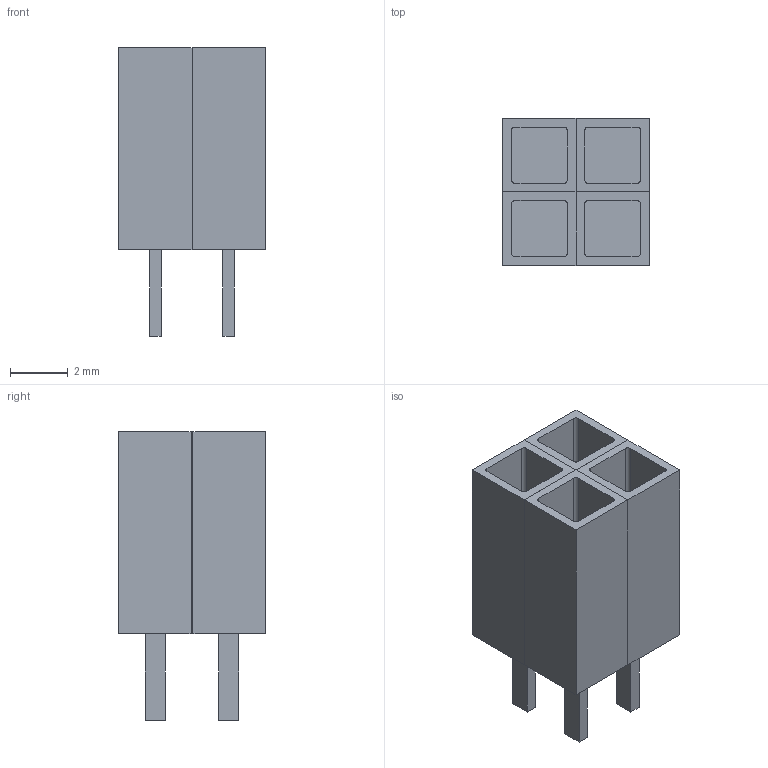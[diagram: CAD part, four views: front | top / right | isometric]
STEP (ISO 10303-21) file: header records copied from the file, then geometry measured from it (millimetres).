
FILE_DESCRIPTION(('Open CASCADE Model'),'2;1');
FILE_NAME('Open CASCADE Shape Model','2023-10-21T12:34:50',('Author'),('Open CASCADE'),'Open CASCADE STEP processor 7.7','Open CASCADE 7.7','Unknown');
FILE_SCHEMA(('AUTOMOTIVE_DESIGN { 1 0 10303 214 1 1 1 1 }'));
Length unit declared in the file: millimetre
Products named in the file (11): Pin Socket 2.54mm 2x02 â0.9mm; insulator-1; insulator-1_part; lead-1; lead-1_part; insulator-2; lead-2; insulator-3; lead-3; insulator-4; lead-4
Assembly tree (16 placements, depth 3):
  Pin Socket 2.54mm 2x02 â0.9mm
    insulator-1
      insulator-1_part
    lead-1
      lead-1_part
    insulator-2
      insulator-1_part
    lead-2
      lead-1_part
    insulator-3
      insulator-1_part
    lead-3
      lead-1_part
    insulator-4
      insulator-1_part
    lead-4
      lead-1_part
Bounding box: 5.08 x 5.08 x 10 mm (x, y, z)
Volume: 93.4 mm3; surface area: 546.5 mm2
Topology: 8 solids, 8 shells, 84 faces, 192 edges, 128 vertices
Faces by surface type: plane 68, cylinder 16
Entity records: 536 total; most frequent: ORIENTED_EDGE 68, EDGE_CURVE 48, CARTESIAN_POINT 46, LINE 40, VERTEX_POINT 32, AXIS2_PLACEMENT_3D 30, PRODUCT_DEFINITION_SHAPE 27, FACE_BOUND 22
